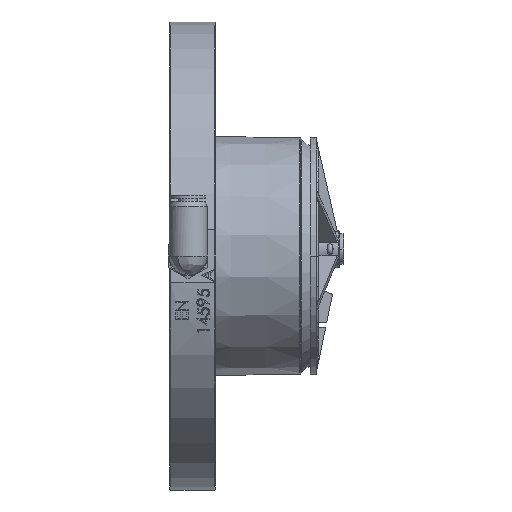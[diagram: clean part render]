
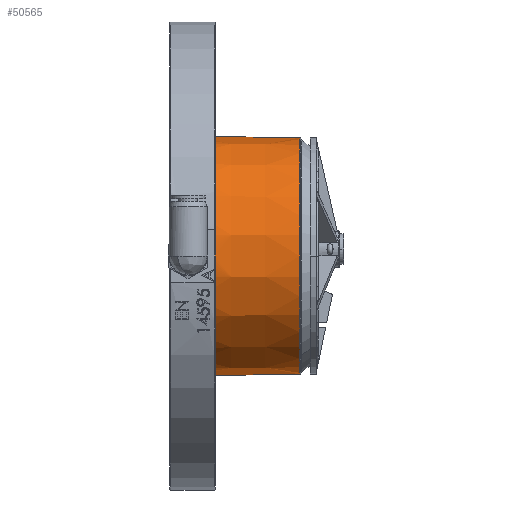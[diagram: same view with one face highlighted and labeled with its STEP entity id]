
A CAD part, left-side view. The second image highlights one B-rep face of the part: STEP entity #50565.
In plain terms, the highlighted conical face has half-angle 0.5 degrees and reference radius 39 mm.
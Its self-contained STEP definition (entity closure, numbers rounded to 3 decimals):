
#1115 = EDGE_LOOP ( 'NONE', ( #7135, #7136, #7137, #7138, #7139, #7140 ) ) ;
#2497 = EDGE_CURVE ( 'NONE', #33257, #23052, #14692, .T. ) ;
#2512 = EDGE_CURVE ( 'NONE', #33260, #33257, #36582, .T. ) ;
#2516 = EDGE_CURVE ( 'NONE', #23051, #23050, #14708, .T. ) ;
#2517 = EDGE_CURVE ( 'NONE', #23055, #33260, #14710, .T. ) ;
#6450 = AXIS2_PLACEMENT_3D ( 'NONE', #15530, #15545, #15546 ) ;
#6464 = AXIS2_PLACEMENT_3D ( 'NONE', #15698, #15706, #15707 ) ;
#6465 = AXIS2_PLACEMENT_3D ( 'NONE', #15702, #15709, #15710 ) ;
#7135 = ORIENTED_EDGE ( 'NONE', *, *, #49536, .F. ) ;
#7136 = ORIENTED_EDGE ( 'NONE', *, *, #2516, .T. ) ;
#7137 = ORIENTED_EDGE ( 'NONE', *, *, #49535, .T. ) ;
#7138 = ORIENTED_EDGE ( 'NONE', *, *, #2517, .T. ) ;
#7139 = ORIENTED_EDGE ( 'NONE', *, *, #2512, .T. ) ;
#7140 = ORIENTED_EDGE ( 'NONE', *, *, #2497, .T. ) ;
#14692 = CIRCLE ( 'NONE', #6450, 39.297 ) ;
#14708 = CIRCLE ( 'NONE', #6464, 39.003 ) ;
#14710 = CIRCLE ( 'NONE', #6465, 39.297 ) ;
#15530 = CARTESIAN_POINT ( 'NONE',  ( 0., -3.991, 0. ) ) ;
#15545 = DIRECTION ( 'NONE',  ( 0., -1., 0. ) ) ;
#15546 = DIRECTION ( 'NONE',  ( 0., 0., 1. ) ) ;
#15651 = CARTESIAN_POINT ( 'NONE',  ( -38.524, -3.991, 7.756 ) ) ;
#15661 = CARTESIAN_POINT ( 'NONE',  ( -38.576, -4.791, 7.461 ) ) ;
#15662 = CARTESIAN_POINT ( 'NONE',  ( -38.647, -5.528, 7.059 ) ) ;
#15663 = CARTESIAN_POINT ( 'NONE',  ( -38.748, -6.37, 6.422 ) ) ;
#15664 = CARTESIAN_POINT ( 'NONE',  ( -38.768, -6.535, 6.287 ) ) ;
#15665 = CARTESIAN_POINT ( 'NONE',  ( -38.81, -6.852, 6.007 ) ) ;
#15666 = CARTESIAN_POINT ( 'NONE',  ( -38.831, -7.004, 5.862 ) ) ;
#15667 = CARTESIAN_POINT ( 'NONE',  ( -38.893, -7.444, 5.412 ) ) ;
#15668 = CARTESIAN_POINT ( 'NONE',  ( -38.934, -7.713, 5.091 ) ) ;
#15669 = CARTESIAN_POINT ( 'NONE',  ( -39.014, -8.204, 4.406 ) ) ;
#15670 = CARTESIAN_POINT ( 'NONE',  ( -39.051, -8.426, 4.04 ) ) ;
#15671 = CARTESIAN_POINT ( 'NONE',  ( -39.119, -8.806, 3.288 ) ) ;
#15672 = CARTESIAN_POINT ( 'NONE',  ( -39.148, -8.966, 2.9 ) ) ;
#15673 = CARTESIAN_POINT ( 'NONE',  ( -39.185, -9.16, 2.3 ) ) ;
#15674 = CARTESIAN_POINT ( 'NONE',  ( -39.196, -9.218, 2.097 ) ) ;
#15675 = CARTESIAN_POINT ( 'NONE',  ( -39.215, -9.317, 1.684 ) ) ;
#15676 = CARTESIAN_POINT ( 'NONE',  ( -39.223, -9.359, 1.474 ) ) ;
#15677 = CARTESIAN_POINT ( 'NONE',  ( -39.242, -9.458, 0.846 ) ) ;
#15678 = CARTESIAN_POINT ( 'NONE',  ( -39.249, -9.491, 0.426 ) ) ;
#15679 = CARTESIAN_POINT ( 'NONE',  ( -39.249, -9.492, -0.416 ) ) ;
#15680 = CARTESIAN_POINT ( 'NONE',  ( -39.242, -9.459, -0.84 ) ) ;
#15681 = CARTESIAN_POINT ( 'NONE',  ( -39.216, -9.326, -1.681 ) ) ;
#15682 = CARTESIAN_POINT ( 'NONE',  ( -39.197, -9.227, -2.091 ) ) ;
#15683 = CARTESIAN_POINT ( 'NONE',  ( -39.149, -8.969, -2.891 ) ) ;
#15684 = CARTESIAN_POINT ( 'NONE',  ( -39.119, -8.809, -3.281 ) ) ;
#15685 = CARTESIAN_POINT ( 'NONE',  ( -39.052, -8.426, -4.04 ) ) ;
#15686 = CARTESIAN_POINT ( 'NONE',  ( -39.014, -8.207, -4.401 ) ) ;
#15687 = CARTESIAN_POINT ( 'NONE',  ( -38.935, -7.718, -5.084 ) ) ;
#15688 = CARTESIAN_POINT ( 'NONE',  ( -38.894, -7.449, -5.406 ) ) ;
#15689 = CARTESIAN_POINT ( 'NONE',  ( -38.81, -6.86, -6.011 ) ) ;
#15690 = CARTESIAN_POINT ( 'NONE',  ( -38.768, -6.54, -6.292 ) ) ;
#15691 = CARTESIAN_POINT ( 'NONE',  ( -38.688, -5.871, -6.8 ) ) ;
#15692 = CARTESIAN_POINT ( 'NONE',  ( -38.65, -5.519, -7.027 ) ) ;
#15693 = CARTESIAN_POINT ( 'NONE',  ( -38.581, -4.78, -7.432 ) ) ;
#15694 = CARTESIAN_POINT ( 'NONE',  ( -38.55, -4.391, -7.608 ) ) ;
#15695 = CARTESIAN_POINT ( 'NONE',  ( -38.524, -3.991, -7.756 ) ) ;
#15698 = CARTESIAN_POINT ( 'NONE',  ( 0., -37.703, 0. ) ) ;
#15702 = CARTESIAN_POINT ( 'NONE',  ( 0., -3.991, 0. ) ) ;
#15706 = DIRECTION ( 'NONE',  ( 0., 1., 0. ) ) ;
#15707 = DIRECTION ( 'NONE',  ( 0., 0., 1. ) ) ;
#15709 = DIRECTION ( 'NONE',  ( 0., -1., 0. ) ) ;
#15710 = DIRECTION ( 'NONE',  ( 0., 0., 1. ) ) ;
#23050 = VERTEX_POINT ( 'NONE', #34913 ) ;
#23051 = VERTEX_POINT ( 'NONE', #34914 ) ;
#23052 = VERTEX_POINT ( 'NONE', #34915 ) ;
#23055 = VERTEX_POINT ( 'NONE', #34918 ) ;
#24590 = FACE_OUTER_BOUND ( 'NONE', #1115, .T. ) ;
#24607 = CONICAL_SURFACE ( 'NONE', #28889, 39., 0.009 ) ;
#27841 = DIRECTION ( 'NONE',  ( 0., 0., 1. ) ) ;
#27845 = DIRECTION ( 'NONE',  ( 0., 1., 0. ) ) ;
#27860 = CARTESIAN_POINT ( 'NONE',  ( 0., -38., 0. ) ) ;
#28889 = AXIS2_PLACEMENT_3D ( 'NONE', #27860, #27845, #27841 ) ;
#33257 = VERTEX_POINT ( 'NONE', #39000 ) ;
#33260 = VERTEX_POINT ( 'NONE', #39003 ) ;
#34913 = CARTESIAN_POINT ( 'NONE',  ( 0., -37.703, 39.003 ) ) ;
#34914 = CARTESIAN_POINT ( 'NONE',  ( 0., -37.703, -39.003 ) ) ;
#34915 = CARTESIAN_POINT ( 'NONE',  ( 0., -3.991, -39.297 ) ) ;
#34918 = CARTESIAN_POINT ( 'NONE',  ( 0., -3.991, 39.297 ) ) ;
#36582 = B_SPLINE_CURVE_WITH_KNOTS ( 'NONE', 3,
 ( #15651, #15661, #15662, #15663, #15664, #15665, #15666, #15667, #15668, #15669, #15670, #15671, #15672, #15673, #15674, #15675, #15676, #15677, #15678, #15679, #15680, #15681, #15682, #15683, #15684, #15685, #15686, #15687, #15688, #15689, #15690, #15691, #15692, #15693, #15694, #15695 ),
 .UNSPECIFIED., .F., .F.,
 ( 4, 2, 2, 2, 2, 2, 2, 2, 2, 2, 2, 2, 2, 2, 2, 2, 2, 4 ),
 ( 0., 0.003, 0.003, 0.004, 0.005, 0.006, 0.008, 0.008, 0.009, 0.01, 0.011, 0.013, 0.014, 0.015, 0.016, 0.018, 0.019, 0.02 ),
 .UNSPECIFIED. ) ;
#37666 = VECTOR ( 'NONE', #40189, 1000. ) ;
#37670 = LINE ( 'NONE', #40183, #37666 ) ;
#37672 = LINE ( 'NONE', #40190, #37673 ) ;
#37673 = VECTOR ( 'NONE', #40191, 1000. ) ;
#39000 = CARTESIAN_POINT ( 'NONE',  ( -38.524, -3.991, -7.756 ) ) ;
#39003 = CARTESIAN_POINT ( 'NONE',  ( -38.524, -3.991, 7.756 ) ) ;
#40183 = CARTESIAN_POINT ( 'NONE',  ( 0., -38., 39. ) ) ;
#40189 = DIRECTION ( 'NONE',  ( 0., 1., 0.009 ) ) ;
#40190 = CARTESIAN_POINT ( 'NONE',  ( 0., -38., -39. ) ) ;
#40191 = DIRECTION ( 'NONE',  ( 0., 1., -0.009 ) ) ;
#49535 = EDGE_CURVE ( 'NONE', #23050, #23055, #37670, .T. ) ;
#49536 = EDGE_CURVE ( 'NONE', #23051, #23052, #37672, .T. ) ;
#50565 = ADVANCED_FACE ( 'NONE', ( #24590 ), #24607, .T. ) ;
